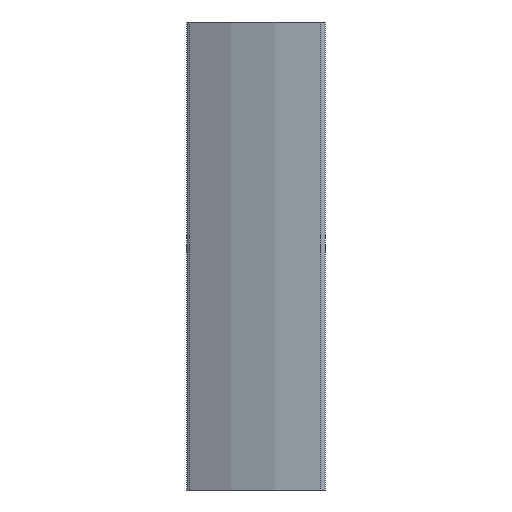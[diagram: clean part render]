
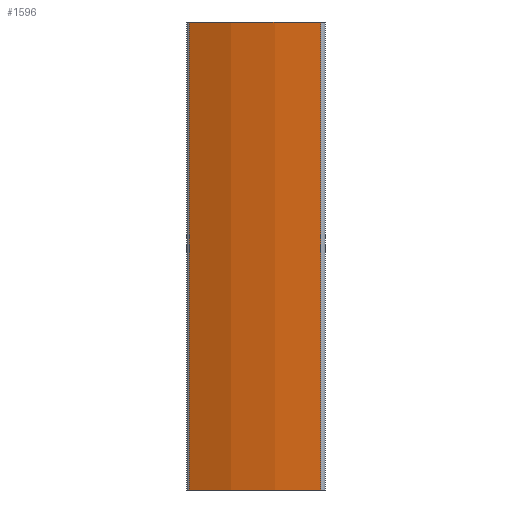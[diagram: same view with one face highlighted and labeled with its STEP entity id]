
A CAD part, left-side view. The second image highlights one B-rep face of the part: STEP entity #1596.
In plain terms, the highlighted cylindrical face has radius 60 mm (diameter 120 mm), a partial arc.
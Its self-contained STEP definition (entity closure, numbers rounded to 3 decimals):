
#78=FACE_OUTER_BOUND('',#164,.T.);
#164=EDGE_LOOP('',(#1203,#1204,#1205,#1206));
#295=LINE('',#2618,#445);
#296=LINE('',#2621,#446);
#445=VECTOR('',#2083,100.);
#446=VECTOR('',#2086,100.);
#550=CIRCLE('',#1692,60.);
#591=CIRCLE('',#1747,60.);
#648=VERTEX_POINT('',#2417);
#674=VERTEX_POINT('',#2469);
#732=VERTEX_POINT('',#2614);
#734=VERTEX_POINT('',#2620);
#844=EDGE_CURVE('',#648,#674,#550,.T.);
#919=EDGE_CURVE('',#648,#732,#295,.T.);
#920=EDGE_CURVE('',#734,#674,#296,.T.);
#921=EDGE_CURVE('',#732,#734,#591,.T.);
#1203=ORIENTED_EDGE('',*,*,#919,.F.);
#1204=ORIENTED_EDGE('',*,*,#844,.T.);
#1205=ORIENTED_EDGE('',*,*,#920,.F.);
#1206=ORIENTED_EDGE('',*,*,#921,.F.);
#1541=CYLINDRICAL_SURFACE('',#1746,60.);
#1596=ADVANCED_FACE('',(#78),#1541,.T.);
#1692=AXIS2_PLACEMENT_3D('',#2471,#1941,#1942);
#1746=AXIS2_PLACEMENT_3D('',#2619,#2084,#2085);
#1747=AXIS2_PLACEMENT_3D('',#2622,#2087,#2088);
#1941=DIRECTION('center_axis',(0.,0.,1.));
#1942=DIRECTION('ref_axis',(-0.866,0.5,0.));
#2083=DIRECTION('',(0.,0.,1.));
#2084=DIRECTION('center_axis',(0.,0.,1.));
#2085=DIRECTION('ref_axis',(-0.866,0.5,0.));
#2086=DIRECTION('',(0.,0.,-1.));
#2087=DIRECTION('center_axis',(0.,0.,1.));
#2088=DIRECTION('ref_axis',(-0.866,0.5,0.));
#2417=CARTESIAN_POINT('',(-52.463,29.115,0.));
#2469=CARTESIAN_POINT('',(-59.991,1.017,0.));
#2471=CARTESIAN_POINT('Origin',(0.,0.,0.));
#2614=CARTESIAN_POINT('',(-52.463,29.115,100.));
#2618=CARTESIAN_POINT('',(-52.463,29.115,0.));
#2619=CARTESIAN_POINT('Origin',(0.,0.,0.));
#2620=CARTESIAN_POINT('',(-59.991,1.017,100.));
#2621=CARTESIAN_POINT('',(-59.991,1.017,0.));
#2622=CARTESIAN_POINT('Origin',(0.,0.,100.));
